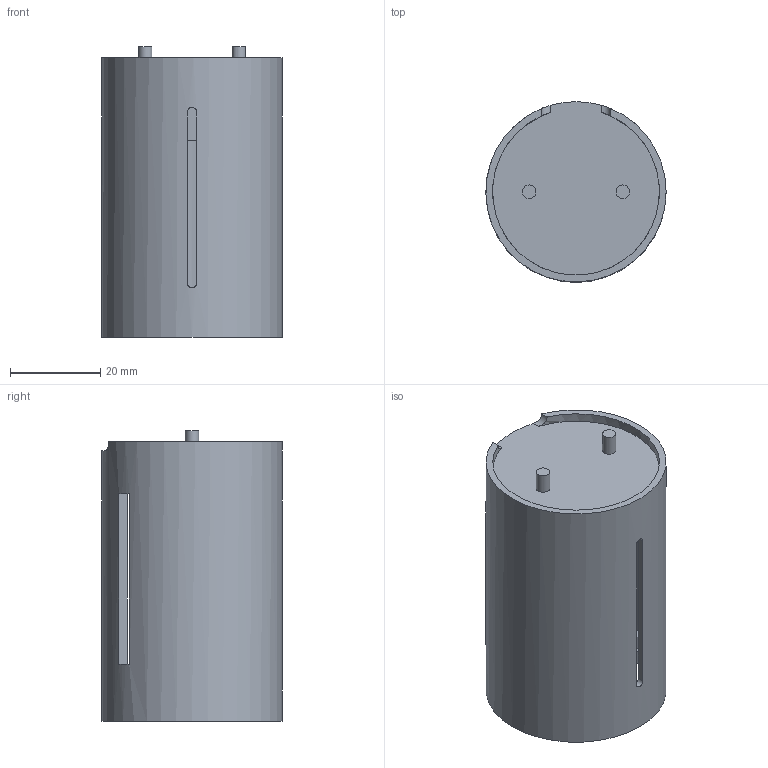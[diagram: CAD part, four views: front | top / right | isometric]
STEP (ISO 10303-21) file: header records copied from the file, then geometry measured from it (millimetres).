
FILE_DESCRIPTION(/* description */ (''),/* implementation_level */ '2;1');
FILE_NAME(/* name */ 'capsule_structure_assembly v11.step',/* time_stamp */ '2025-07-05T17:55:20+02:00',/* author */ (''),/* organization */ (''),/* preprocessor_version */ 'ST-DEVELOPER v20.1',/* originating_system */ 'Autodesk Translation Framework v14.10.0.0',/* authorisation */ '');
FILE_SCHEMA (('AUTOMOTIVE_DESIGN { 1 0 10303 214 3 1 1 }'));
Length unit declared in the file: millimetre
Products named in the file (1): Document
Bounding box: 40 x 40 x 64.5 mm (x, y, z)
Volume: 14402.7 mm3; surface area: 18788.4 mm2
Topology: 2 solids, 2 shells, 57 faces, 148 edges, 100 vertices
Faces by surface type: plane 36, cylinder 19, bspline 2
Full cylindrical faces by diameter (mm): 3 x2, 4.7 x3, 40 x1
Entity records: 1906 total; most frequent: CARTESIAN_POINT 433, DIRECTION 300, ORIENTED_EDGE 296, EDGE_CURVE 148, AXIS2_PLACEMENT_3D 108, VERTEX_POINT 100, LINE 84, VECTOR 84
